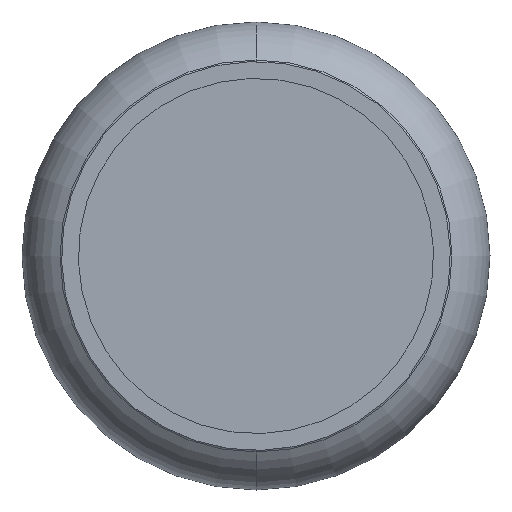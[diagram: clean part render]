
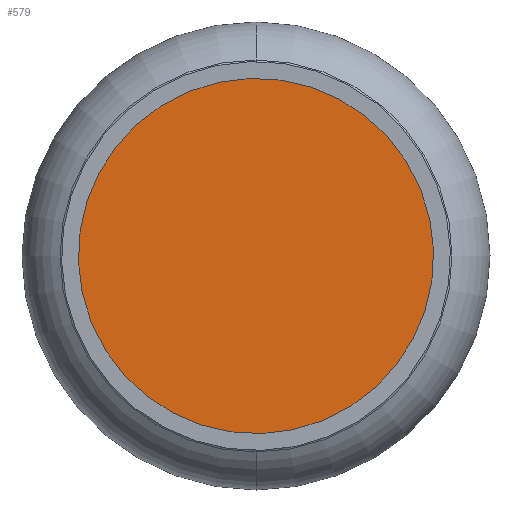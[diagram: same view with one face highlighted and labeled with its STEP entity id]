
A CAD part, front view. The second image highlights one B-rep face of the part: STEP entity #579.
In plain terms, the highlighted planar face has unit normal (0, -1, 0).
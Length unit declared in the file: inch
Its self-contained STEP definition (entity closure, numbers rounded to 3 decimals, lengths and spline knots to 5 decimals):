
#22 = EDGE_LOOP ( 'NONE', ( #302, #337 ) ) ;
#114 = CIRCLE ( 'NONE', #756, 0.8725 ) ;
#201 = VERTEX_POINT ( 'NONE', #555 ) ;
#231 = FACE_OUTER_BOUND ( 'NONE', #22, .T. ) ;
#257 = CIRCLE ( 'NONE', #791, 0.8725 ) ;
#302 = ORIENTED_EDGE ( 'NONE', *, *, #822, .T. ) ;
#323 = VERTEX_POINT ( 'NONE', #669 ) ;
#337 = ORIENTED_EDGE ( 'NONE', *, *, #742, .T. ) ;
#374 = DIRECTION ( 'NONE',  ( 0., 0., 1. ) ) ;
#375 = DIRECTION ( 'NONE',  ( 0., -1., 0. ) ) ;
#376 = CARTESIAN_POINT ( 'NONE',  ( 0., -0.83539, 0. ) ) ;
#470 = DIRECTION ( 'NONE',  ( 0., 0., 1. ) ) ;
#471 = DIRECTION ( 'NONE',  ( 0., -1., 0. ) ) ;
#472 = CARTESIAN_POINT ( 'NONE',  ( 0., -0.83539, 0. ) ) ;
#555 = CARTESIAN_POINT ( 'NONE',  ( 0., -0.83539, 0.8725 ) ) ;
#579 = ADVANCED_FACE ( 'NONE', ( #231 ), #657, .F. ) ;
#653 = DIRECTION ( 'NONE',  ( 0.891, 0., 0.455 ) ) ;
#654 = DIRECTION ( 'NONE',  ( 0., 1., 0. ) ) ;
#657 = PLANE ( 'NONE',  #805 ) ;
#669 = CARTESIAN_POINT ( 'NONE',  ( 0., -0.83539, -0.8725 ) ) ;
#671 = CARTESIAN_POINT ( 'NONE',  ( 0., -0.83539, 0. ) ) ;
#742 = EDGE_CURVE ( 'NONE', #323, #201, #257, .T. ) ;
#756 = AXIS2_PLACEMENT_3D ( 'NONE', #376, #375, #374 ) ;
#791 = AXIS2_PLACEMENT_3D ( 'NONE', #472, #471, #470 ) ;
#805 = AXIS2_PLACEMENT_3D ( 'NONE', #671, #654, #653 ) ;
#822 = EDGE_CURVE ( 'NONE', #201, #323, #114, .T. ) ;
